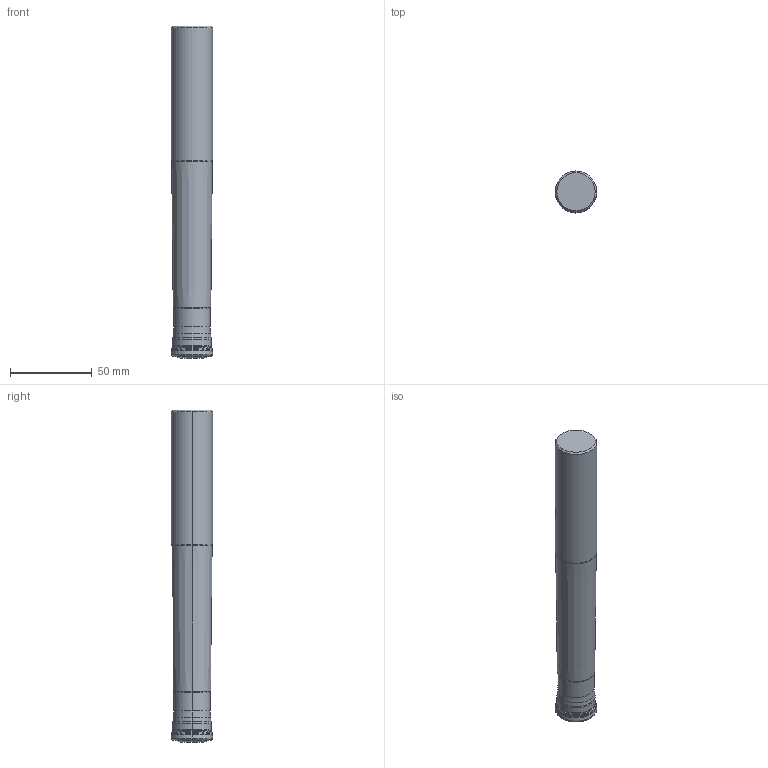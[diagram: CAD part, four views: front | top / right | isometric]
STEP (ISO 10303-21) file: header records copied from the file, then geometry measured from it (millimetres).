
FILE_DESCRIPTION(/* description */ (''),/* implementation_level */ '2;1');
FILE_NAME(/* name */ 'WJX09UR1603SA16L_IR0_047.stp',/* time_stamp */ '2020-10-29T16:26:56+09:00',/* author */ (''),/* organization */ (''),/* preprocessor_version */ 'ST-DEVELOPER v16',/* originating_system */ 'SIEMENS PLM Software NX 10.0',/* authorisation */ '');
FILE_SCHEMA (('AUTOMOTIVE_DESIGN { 1 0 10303 214 3 1 1 1 }'));
Length unit declared in the file: millimetre
Products named in the file (1): WJX09UR1603SA16L_IR0_047_ASM
Bounding box: 25.4 x 25.4 x 203.2 mm (x, y, z)
Volume: 97658.4 mm3; surface area: 17923.9 mm2
Topology: 2 solids, 2 shells, 183 faces, 434 edges, 327 vertices
Faces by surface type: revolution 122, cone 30, torus 16, cylinder 10, plane 3, bspline 2
Entity records: 7012 total; most frequent: CARTESIAN_POINT 2916, ORIENTED_EDGE 728, DIRECTION 711, EDGE_CURVE 364, B_SPLINE_CURVE_WITH_KNOTS 310, AXIS2_PLACEMENT_3D 273, CIRCLE 203, EDGE_LOOP 184
